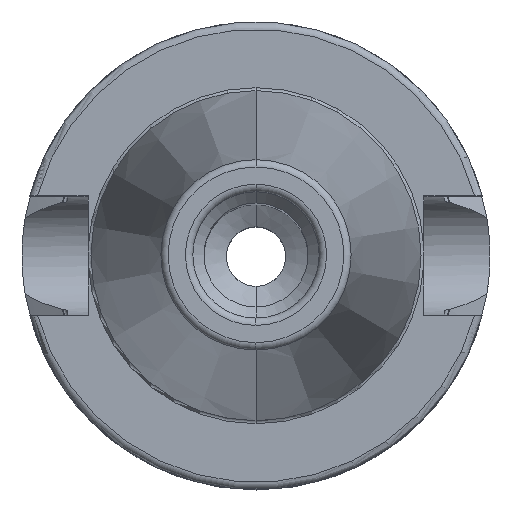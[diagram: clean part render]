
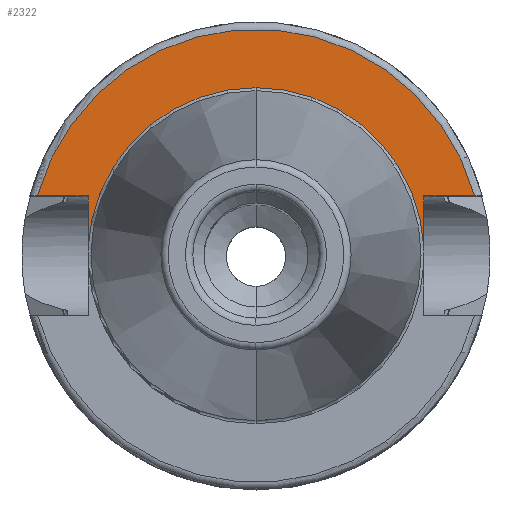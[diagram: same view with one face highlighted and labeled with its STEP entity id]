
A CAD part, top view. The second image highlights one B-rep face of the part: STEP entity #2322.
In plain terms, the highlighted planar face has unit normal (0, 0, 1).
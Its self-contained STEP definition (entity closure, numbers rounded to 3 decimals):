
#662=DIRECTION('',(0,1,0));
#663=VECTOR('',#662,6.987);
#664=CARTESIAN_POINT('',(-22.6,1.063,25));
#665=LINE('',#664,#663);
#666=DIRECTION('',(1,0,0));
#667=VECTOR('',#666,6.818);
#668=CARTESIAN_POINT('',(-29.418,8.05,25));
#669=LINE('',#668,#667);
#670=DIRECTION('',(-1,0,0));
#671=VECTOR('',#670,6.818);
#672=CARTESIAN_POINT('',(29.418,8.05,25));
#673=LINE('',#672,#671);
#674=DIRECTION('',(0,-1,0));
#675=VECTOR('',#674,6.987);
#676=CARTESIAN_POINT('',(22.6,8.05,25));
#677=LINE('',#676,#675);
#684=CARTESIAN_POINT('',(0,0,25));
#685=DIRECTION('',(0,0,1));
#686=DIRECTION('',(0,1,0));
#687=AXIS2_PLACEMENT_3D('',#684,#685,#686);
#715=CARTESIAN_POINT('',(0,0,25));
#716=DIRECTION('',(0,0,-1));
#717=DIRECTION('',(0,1,0));
#718=AXIS2_PLACEMENT_3D('',#715,#716,#717);
#767=CARTESIAN_POINT('',(0,0,25));
#768=DIRECTION('',(0,0,1));
#769=DIRECTION('',(0.965,0.264,0));
#770=AXIS2_PLACEMENT_3D('',#767,#768,#769);
#1417=CARTESIAN_POINT('',(-22.6,1.063,25));
#1418=CARTESIAN_POINT('',(-22.6,8.05,25));
#1419=VERTEX_POINT('',#1417);
#1420=VERTEX_POINT('',#1418);
#1421=CARTESIAN_POINT('',(-29.418,8.05,25));
#1422=VERTEX_POINT('',#1421);
#1423=CARTESIAN_POINT('',(22.6,8.05,25));
#1424=CARTESIAN_POINT('',(22.6,1.063,25));
#1425=VERTEX_POINT('',#1423);
#1426=VERTEX_POINT('',#1424);
#1433=CARTESIAN_POINT('',(29.418,8.05,25));
#1434=VERTEX_POINT('',#1433);
#1481=CARTESIAN_POINT('',(0,22.625,25));
#1483=VERTEX_POINT('',#1481);
#2303=CARTESIAN_POINT('',(0,0,25));
#2304=DIRECTION('',(0,0,-1));
#2305=DIRECTION('',(0,-1,0));
#2306=AXIS2_PLACEMENT_3D('',#2303,#2304,#2305);
#2307=PLANE('',#2306);
#2308=ORIENTED_EDGE('',*,*,#2060,.T.);
#2309=ORIENTED_EDGE('',*,*,#2089,.F.);
#2311=ORIENTED_EDGE('',*,*,#2310,.F.);
#2313=ORIENTED_EDGE('',*,*,#2312,.T.);
#2315=ORIENTED_EDGE('',*,*,#2314,.T.);
#2317=ORIENTED_EDGE('',*,*,#2316,.F.);
#2319=ORIENTED_EDGE('',*,*,#2318,.T.);
#2320=EDGE_LOOP('',(#2308,#2309,#2311,#2313,#2315,#2317,#2319));
#2321=FACE_OUTER_BOUND('',#2320,.F.);
#2322=ADVANCED_FACE('',(#2321),#2307,.F.);
#688=CIRCLE('',#687,22.625);
#719=CIRCLE('',#718,22.625);
#771=CIRCLE('',#770,30.5);
#2060=EDGE_CURVE('',#1419,#1420,#665,.T.);
#2089=EDGE_CURVE('',#1422,#1420,#669,.T.);
#2310=EDGE_CURVE('',#1434,#1422,#771,.T.);
#2312=EDGE_CURVE('',#1434,#1425,#673,.T.);
#2314=EDGE_CURVE('',#1425,#1426,#677,.T.);
#2316=EDGE_CURVE('',#1483,#1426,#719,.T.);
#2318=EDGE_CURVE('',#1483,#1419,#688,.T.);
